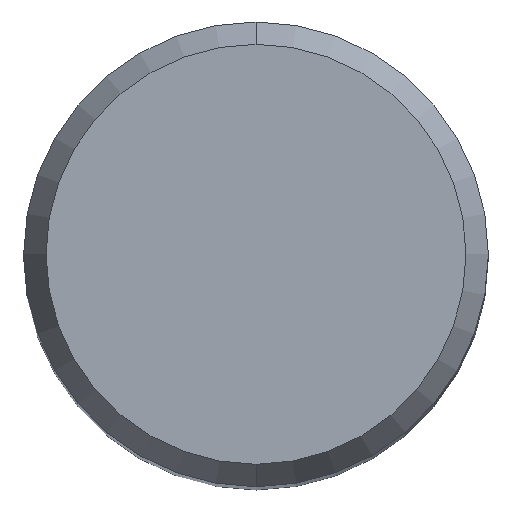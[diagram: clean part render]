
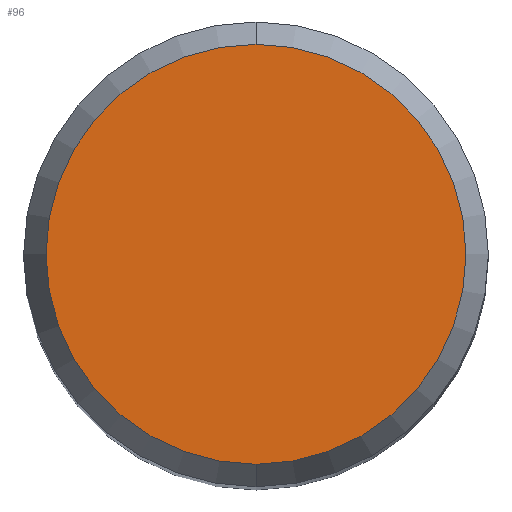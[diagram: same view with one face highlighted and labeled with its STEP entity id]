
A CAD part, top view. The second image highlights one B-rep face of the part: STEP entity #96.
In plain terms, the highlighted planar face has unit normal (0, 0, 1).
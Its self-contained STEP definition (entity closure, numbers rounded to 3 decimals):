
#96=ADVANCED_FACE('',(#233),#234,.T.);
#102=VERTEX_POINT('',#242);
#108=EDGE_CURVE('',#102,#206,#248,.T.);
#134=EDGE_CURVE('',#206,#102,#279,.T.);
#206=VERTEX_POINT('',#358);
#233=FACE_OUTER_BOUND('',#378,.T.);
#234=PLANE('',#379);
#242=CARTESIAN_POINT('',(0.0,4.304,0.01));
#248=CIRCLE('',#394,4.304);
#279=CIRCLE('',#432,4.304);
#358=CARTESIAN_POINT('',(0.,-4.304,0.01));
#378=EDGE_LOOP('',(#543,#544));
#379=AXIS2_PLACEMENT_3D('',#545,#546,#547);
#394=AXIS2_PLACEMENT_3D('',#568,#569,#570);
#432=AXIS2_PLACEMENT_3D('',#622,#623,#624);
#543=ORIENTED_EDGE('',*,*,#108,.F.);
#544=ORIENTED_EDGE('',*,*,#134,.F.);
#545=CARTESIAN_POINT('',(0.0,2.152,0.01));
#546=DIRECTION('',(-0.0,0.0,1.0));
#547=DIRECTION('',(0.0,-1.0,0.0));
#568=CARTESIAN_POINT('',(0.0,0.0,0.01));
#569=DIRECTION('',(0.0,0.0,-1.0));
#570=DIRECTION('',(0.0,1.0,0.0));
#622=CARTESIAN_POINT('',(0.0,0.0,0.01));
#623=DIRECTION('',(0.0,0.0,-1.0));
#624=DIRECTION('',(0.0,1.0,0.0));
